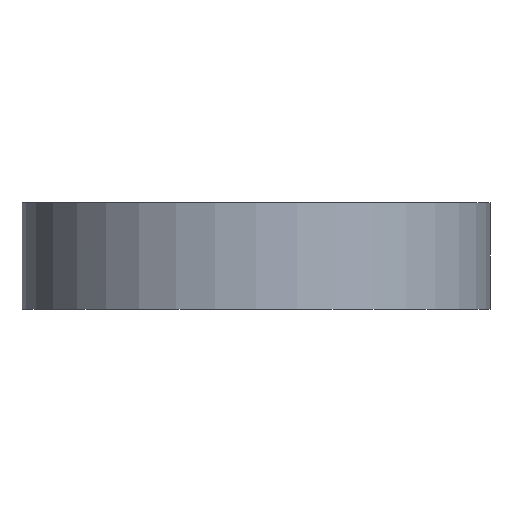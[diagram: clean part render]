
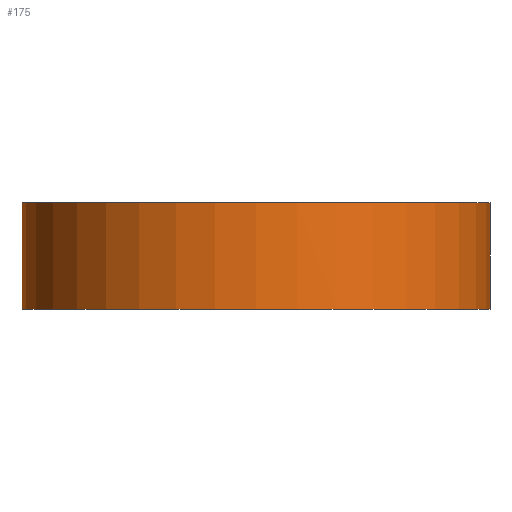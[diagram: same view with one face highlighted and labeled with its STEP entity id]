
A CAD part, front view. The second image highlights one B-rep face of the part: STEP entity #175.
In plain terms, the highlighted cylindrical face has radius 17.5 mm (diameter 35 mm), a full revolution.
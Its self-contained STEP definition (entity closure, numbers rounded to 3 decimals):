
#100=CYLINDRICAL_SURFACE('',#1080,17.5);
#120=ELLIPSE('',#1078,17.5,17.5);
#175=ADVANCED_FACE('',(#267,#268),#100,.T.);
#267=FACE_BOUND('',#283,.T.);
#268=FACE_BOUND('',#284,.T.);
#283=EDGE_LOOP('',(#430,#431,#432,#433,#434,#435));
#284=EDGE_LOOP('',(#436));
#345=B_SPLINE_CURVE_WITH_KNOTS('',3,(#1540,#1541,#1542,#1543),
 .UNSPECIFIED.,.F.,.F.,(4,4),(0.,1.),.UNSPECIFIED.);
#346=B_SPLINE_CURVE_WITH_KNOTS('',3,(#1546,#1547,#1548,#1549,#1550,#1551),
 .UNSPECIFIED.,.F.,.F.,(4,2,4),(0.,0.5,1.),.UNSPECIFIED.);
#347=B_SPLINE_CURVE_WITH_KNOTS('',3,(#1552,#1553,#1554,#1555,#1556,#1557),
 .UNSPECIFIED.,.F.,.F.,(4,2,4),(0.,0.5,1.),.UNSPECIFIED.);
#348=B_SPLINE_CURVE_WITH_KNOTS('',3,(#1559,#1560,#1561,#1562),
 .UNSPECIFIED.,.F.,.F.,(4,4),(0.,1.),.UNSPECIFIED.);
#356=CIRCLE('',#1069,17.5);
#363=CIRCLE('',#1079,17.5);
#430=ORIENTED_EDGE('',*,*,#795,.T.);
#431=ORIENTED_EDGE('',*,*,#796,.T.);
#432=ORIENTED_EDGE('',*,*,#778,.F.);
#433=ORIENTED_EDGE('',*,*,#797,.T.);
#434=ORIENTED_EDGE('',*,*,#798,.T.);
#435=ORIENTED_EDGE('',*,*,#799,.T.);
#436=ORIENTED_EDGE('',*,*,#800,.T.);
#687=VERTEX_POINT('',#1492);
#688=VERTEX_POINT('',#1494);
#704=VERTEX_POINT('',#1544);
#705=VERTEX_POINT('',#1545);
#706=VERTEX_POINT('',#1558);
#707=VERTEX_POINT('',#1563);
#708=VERTEX_POINT('',#1566);
#778=EDGE_CURVE('',#687,#688,#356,.T.);
#795=EDGE_CURVE('',#704,#705,#345,.T.);
#796=EDGE_CURVE('',#705,#688,#346,.T.);
#797=EDGE_CURVE('',#687,#706,#347,.T.);
#798=EDGE_CURVE('',#706,#707,#348,.T.);
#799=EDGE_CURVE('',#707,#704,#120,.T.);
#800=EDGE_CURVE('',#708,#708,#363,.T.);
#1069=AXIS2_PLACEMENT_3D('',#1493,#1186,#1187);
#1078=AXIS2_PLACEMENT_3D('',#1564,#1213,#1214);
#1079=AXIS2_PLACEMENT_3D('',#1565,#1215,#1216);
#1080=AXIS2_PLACEMENT_3D('',#1567,#1217,#1218);
#1186=DIRECTION('',(0.,0.,1.));
#1187=DIRECTION('',(1.,0.,0.));
#1213=DIRECTION('',(-0.003,0.,-1.));
#1214=DIRECTION('',(-1.,0.,0.003));
#1215=DIRECTION('',(0.,0.,1.));
#1216=DIRECTION('',(1.,0.,0.));
#1217=DIRECTION('',(0.,0.,1.));
#1218=DIRECTION('',(1.,0.,0.));
#1492=CARTESIAN_POINT('',(-8.767,15.146,0.));
#1493=CARTESIAN_POINT('',(0.,0.,0.));
#1494=CARTESIAN_POINT('',(8.757,15.152,0.));
#1540=CARTESIAN_POINT('',(4.223,16.983,-7.628));
#1541=CARTESIAN_POINT('',(5.335,16.706,-7.631));
#1542=CARTESIAN_POINT('',(6.394,16.32,-7.322));
#1543=CARTESIAN_POINT('',(7.29,15.909,-6.761));
#1544=CARTESIAN_POINT('',(4.223,16.983,-7.628));
#1545=CARTESIAN_POINT('',(7.29,15.909,-6.761));
#1546=CARTESIAN_POINT('',(7.29,15.909,-6.761));
#1547=CARTESIAN_POINT('',(8.299,15.447,-6.131));
#1548=CARTESIAN_POINT('',(8.864,15.091,-4.917));
#1549=CARTESIAN_POINT('',(9.209,14.882,-2.465));
#1550=CARTESIAN_POINT('',(9.178,14.908,-1.171));
#1551=CARTESIAN_POINT('',(8.757,15.152,0.));
#1552=CARTESIAN_POINT('',(-8.767,15.146,0.));
#1553=CARTESIAN_POINT('',(-9.18,14.907,-1.169));
#1554=CARTESIAN_POINT('',(-9.209,14.882,-2.459));
#1555=CARTESIAN_POINT('',(-8.859,15.093,-4.901));
#1556=CARTESIAN_POINT('',(-8.295,15.449,-6.105));
#1557=CARTESIAN_POINT('',(-7.29,15.909,-6.734));
#1558=CARTESIAN_POINT('',(-7.29,15.909,-6.734));
#1559=CARTESIAN_POINT('',(-7.29,15.909,-6.734));
#1560=CARTESIAN_POINT('',(-6.405,16.315,-7.287));
#1561=CARTESIAN_POINT('',(-5.36,16.697,-7.596));
#1562=CARTESIAN_POINT('',(-4.262,16.973,-7.6));
#1563=CARTESIAN_POINT('',(-4.262,16.973,-7.6));
#1564=CARTESIAN_POINT('',(0.,0.,-7.614));
#1565=CARTESIAN_POINT('',(0.,0.,-8.));
#1566=CARTESIAN_POINT('',(17.5,0.,-8.));
#1567=CARTESIAN_POINT('',(0.,0.,-8.));
